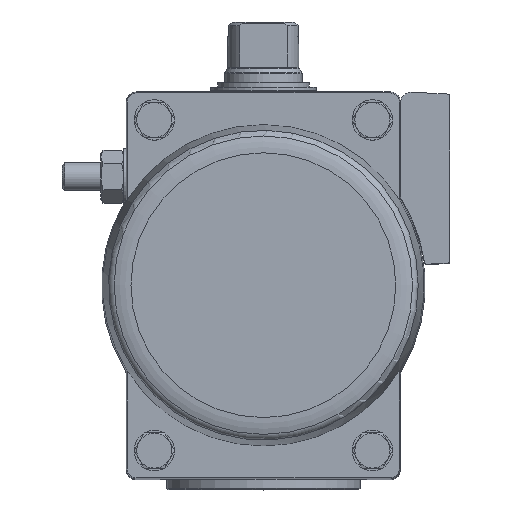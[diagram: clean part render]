
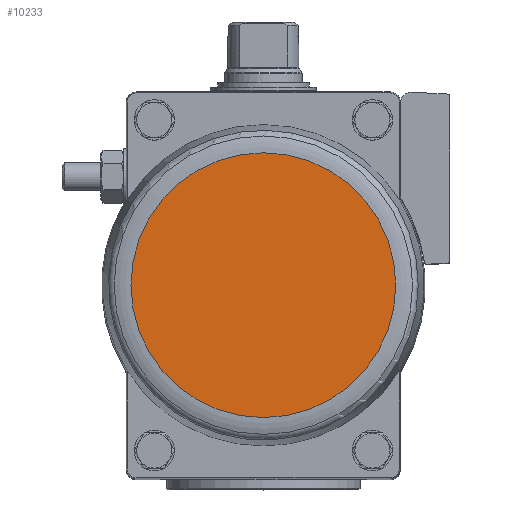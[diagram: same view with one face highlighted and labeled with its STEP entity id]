
A CAD part, top view. The second image highlights one B-rep face of the part: STEP entity #10233.
In plain terms, the highlighted planar face has unit normal (0, 0, 1).
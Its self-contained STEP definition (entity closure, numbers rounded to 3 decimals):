
#3553=ORIENTED_EDGE('',*,*,#5538,.T.);
#5538=EDGE_CURVE('',#6691,#6691,#7373,.T.);
#6691=VERTEX_POINT('',#17456);
#7373=CIRCLE('',#11563,37.65);
#8162=EDGE_LOOP('',(#3553));
#9117=FACE_BOUND('',#8162,.T.);
#9700=PLANE('',#11564);
#10233=ADVANCED_FACE('',(#9117),#9700,.F.);
#11563=AXIS2_PLACEMENT_3D('',#17455,#13890,#13891);
#11564=AXIS2_PLACEMENT_3D('',#17457,#13892,#13893);
#13890=DIRECTION('',(0.,0.,1.));
#13891=DIRECTION('',(1.,0.,0.));
#13892=DIRECTION('',(0.,0.,-1.));
#13893=DIRECTION('',(-1.,0.,0.));
#17455=CARTESIAN_POINT('',(0.,0.,111.55));
#17456=CARTESIAN_POINT('',(37.65,0.,111.55));
#17457=CARTESIAN_POINT('',(37.65,0.,111.55));
